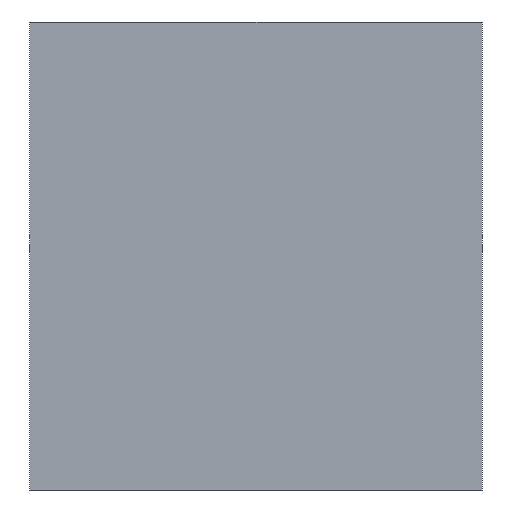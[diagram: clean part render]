
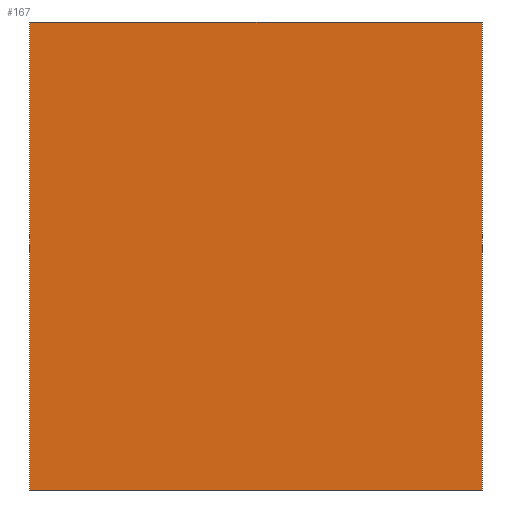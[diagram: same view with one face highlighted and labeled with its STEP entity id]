
A CAD part, left-side view. The second image highlights one B-rep face of the part: STEP entity #167.
In plain terms, the highlighted planar face has unit normal (-1, 0, 0).
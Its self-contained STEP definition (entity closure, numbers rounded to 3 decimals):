
#22=PLANE('',#201);
#31=FACE_OUTER_BOUND('',#40,.T.);
#40=EDGE_LOOP('',(#142,#143,#144,#145));
#50=LINE('',#268,#69);
#57=LINE('',#281,#76);
#58=LINE('',#284,#77);
#59=LINE('',#285,#78);
#69=VECTOR('',#223,10.);
#76=VECTOR('',#234,10.);
#77=VECTOR('',#237,10.);
#78=VECTOR('',#238,10.);
#90=VERTEX_POINT('',#265);
#91=VERTEX_POINT('',#267);
#94=VERTEX_POINT('',#277);
#96=VERTEX_POINT('',#283);
#106=EDGE_CURVE('',#90,#91,#50,.T.);
#113=EDGE_CURVE('',#94,#91,#57,.T.);
#114=EDGE_CURVE('',#96,#94,#58,.T.);
#115=EDGE_CURVE('',#96,#90,#59,.T.);
#142=ORIENTED_EDGE('',*,*,#114,.T.);
#143=ORIENTED_EDGE('',*,*,#113,.T.);
#144=ORIENTED_EDGE('',*,*,#106,.F.);
#145=ORIENTED_EDGE('',*,*,#115,.F.);
#167=ADVANCED_FACE('',(#31),#22,.T.);
#201=AXIS2_PLACEMENT_3D('',#282,#235,#236);
#223=DIRECTION('',(0.,0.,1.));
#234=DIRECTION('',(0.,1.,0.));
#235=DIRECTION('center_axis',(-1.,0.,0.));
#236=DIRECTION('ref_axis',(0.,0.,1.));
#237=DIRECTION('',(0.,0.,1.));
#238=DIRECTION('',(0.,1.,0.));
#265=CARTESIAN_POINT('',(0.,14.5,-15.));
#267=CARTESIAN_POINT('',(0.,14.5,0.));
#268=CARTESIAN_POINT('',(0.,14.5,-15.));
#277=CARTESIAN_POINT('',(0.,0.,0.));
#281=CARTESIAN_POINT('',(0.,0.,0.));
#282=CARTESIAN_POINT('Origin',(0.,0.,-15.));
#283=CARTESIAN_POINT('',(0.,0.,-15.));
#284=CARTESIAN_POINT('',(0.,0.,-15.));
#285=CARTESIAN_POINT('',(0.,0.,-15.));
